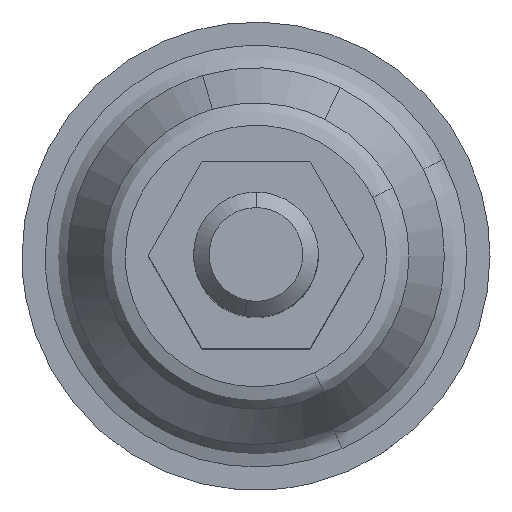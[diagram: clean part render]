
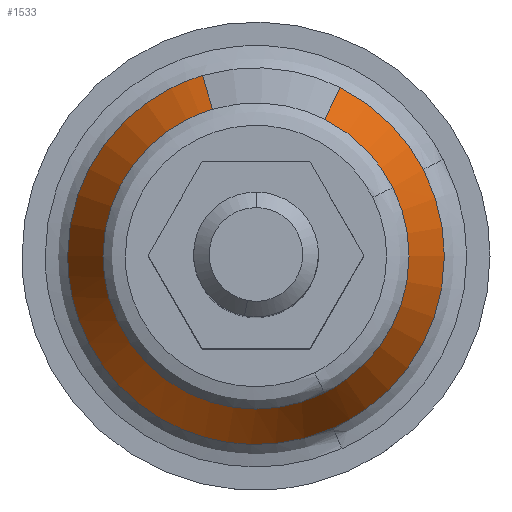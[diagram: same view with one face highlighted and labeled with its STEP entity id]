
A CAD part, top view. The second image highlights one B-rep face of the part: STEP entity #1533.
In plain terms, the highlighted free-form (B-spline) face has degree [2, 1] with [9, 2] control points.
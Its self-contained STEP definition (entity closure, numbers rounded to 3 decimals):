
#1337=CARTESIAN_POINT('',(10.92,21.806,16.051));
#1338=CARTESIAN_POINT('',(20.379,17.069,16.051));
#1339=CARTESIAN_POINT('',(23.383,6.926,16.051));
#1340=CARTESIAN_POINT('',(30.31,-16.457,16.051));
#1341=CARTESIAN_POINT('',(6.926,-23.383,16.051));
#1342=CARTESIAN_POINT('',(-16.457,-30.31,16.051));
#1343=CARTESIAN_POINT('',(-23.383,-6.926,16.051));
#1344=CARTESIAN_POINT('',(-30.31,16.457,16.051));
#1345=CARTESIAN_POINT('',(-6.926,23.383,16.051));
#1346=CARTESIAN_POINT('',(13.583,27.122,3.942));
#1347=CARTESIAN_POINT('',(25.347,21.231,3.942));
#1348=CARTESIAN_POINT('',(29.084,8.615,3.942));
#1349=CARTESIAN_POINT('',(37.699,-20.469,3.942));
#1350=CARTESIAN_POINT('',(8.615,-29.084,3.942));
#1351=CARTESIAN_POINT('',(-20.469,-37.699,3.942));
#1352=CARTESIAN_POINT('',(-29.084,-8.615,3.942));
#1353=CARTESIAN_POINT('',(-37.699,20.469,3.942));
#1354=CARTESIAN_POINT('',(-8.615,29.084,3.942));
#1362=(BOUNDED_SURFACE()B_SPLINE_SURFACE(2,1,((#1337,#1346),(#1338,#1347),(#1339,#1348),(#1340,#1349),(#1341,#1350),(#1342,#1351),(#1343,#1352),(#1344,#1353),(#1345,#1354)),.UNSPECIFIED.,.F.,.F.,.U.)B_SPLINE_SURFACE_WITH_KNOTS((3,2,2,2,3),(2,2),(0.0,26.134,76.392,126.65,176.909),(0.0,13.49),.UNSPECIFIED.)GEOMETRIC_REPRESENTATION_ITEM()RATIONAL_B_SPLINE_SURFACE(((0.854,0.854),(0.848,0.848),(1.0,1.0),(0.707,0.707),(1.0,1.0),(0.707,0.707),(1.0,1.0),(0.707,0.707),(1.0,1.0)))REPRESENTATION_ITEM('')SURFACE());
#1363=CARTESIAN_POINT('',(13.518,26.993,4.237));
#1364=VERTEX_POINT('',#1363);
#1365=CARTESIAN_POINT('',(26.811,13.874,4.237));
#1366=VERTEX_POINT('',#1365);
#1367=CARTESIAN_POINT('',(13.518,26.993,4.237));
#1368=CARTESIAN_POINT('',(22.298,22.596,4.237));
#1369=CARTESIAN_POINT('',(26.811,13.874,4.237));
#1377=(BOUNDED_CURVE()B_SPLINE_CURVE(2,(#1367,#1368,#1369),.UNSPECIFIED.,.F.,.U.)B_SPLINE_CURVE_WITH_KNOTS((3,3),(0.326,0.422),.UNSPECIFIED.)CURVE()GEOMETRIC_REPRESENTATION_ITEM()RATIONAL_B_SPLINE_CURVE((0.876,0.832,0.874))REPRESENTATION_ITEM(''));
#1378=EDGE_CURVE('',#1364,#1366,#1377,.T.);
#1379=ORIENTED_EDGE('',*,*,#1378,.F.);
#1380=CARTESIAN_POINT('',(10.984,21.933,15.763));
#1381=VERTEX_POINT('',#1380);
#1382=CARTESIAN_POINT('',(10.984,21.933,15.763));
#1383=CARTESIAN_POINT('',(13.518,26.993,4.237));
#1384=QUASI_UNIFORM_CURVE('',1,(#1382,#1383),.UNSPECIFIED.,.F.,.U.);
#1385=EDGE_CURVE('',#1381,#1364,#1384,.T.);
#1386=ORIENTED_EDGE('',*,*,#1385,.F.);
#1387=CARTESIAN_POINT('',(21.925,10.998,15.763));
#1388=VERTEX_POINT('',#1387);
#1389=CARTESIAN_POINT('',(10.984,21.933,15.763));
#1390=CARTESIAN_POINT('',(18.271,18.283,15.763));
#1391=CARTESIAN_POINT('',(21.925,10.998,15.763));
#1399=(BOUNDED_CURVE()B_SPLINE_CURVE(2,(#1389,#1390,#1391),.UNSPECIFIED.,.F.,.U.)B_SPLINE_CURVE_WITH_KNOTS((3,3),(0.326,0.424),.UNSPECIFIED.)CURVE()GEOMETRIC_REPRESENTATION_ITEM()RATIONAL_B_SPLINE_CURVE((0.876,0.831,0.876))REPRESENTATION_ITEM(''));
#1400=EDGE_CURVE('',#1381,#1388,#1399,.T.);
#1401=ORIENTED_EDGE('',*,*,#1400,.T.);
#1402=CARTESIAN_POINT('',(24.529,0.0,15.763));
#1403=VERTEX_POINT('',#1402);
#1404=CARTESIAN_POINT('',(21.925,10.998,15.763));
#1405=CARTESIAN_POINT('',(24.529,5.808,15.763));
#1406=CARTESIAN_POINT('',(24.529,0.0,15.763));
#1414=(BOUNDED_CURVE()B_SPLINE_CURVE(2,(#1404,#1405,#1406),.UNSPECIFIED.,.F.,.U.)B_SPLINE_CURVE_WITH_KNOTS((3,3),(0.424,0.5),.UNSPECIFIED.)CURVE()GEOMETRIC_REPRESENTATION_ITEM()RATIONAL_B_SPLINE_CURVE((0.876,0.911,1.0))REPRESENTATION_ITEM(''));
#1415=EDGE_CURVE('',#1388,#1403,#1414,.T.);
#1416=ORIENTED_EDGE('',*,*,#1415,.T.);
#1417=CARTESIAN_POINT('',(10.998,-21.925,15.763));
#1418=VERTEX_POINT('',#1417);
#1419=CARTESIAN_POINT('',(24.529,0.0,15.763));
#1420=CARTESIAN_POINT('',(24.529,-15.138,15.763));
#1421=CARTESIAN_POINT('',(10.998,-21.925,15.763));
#1429=(BOUNDED_CURVE()B_SPLINE_CURVE(2,(#1419,#1420,#1421),.UNSPECIFIED.,.F.,.U.)B_SPLINE_CURVE_WITH_KNOTS((3,3),(0.5,0.674),.UNSPECIFIED.)CURVE()GEOMETRIC_REPRESENTATION_ITEM()RATIONAL_B_SPLINE_CURVE((1.0,0.796,0.876))REPRESENTATION_ITEM(''));
#1430=EDGE_CURVE('',#1403,#1418,#1429,.T.);
#1431=ORIENTED_EDGE('',*,*,#1430,.T.);
#1432=CARTESIAN_POINT('',(-24.529,0.0,15.763));
#1433=VERTEX_POINT('',#1432);
#1434=CARTESIAN_POINT('',(10.998,-21.925,15.763));
#1435=CARTESIAN_POINT('',(5.808,-24.529,15.763));
#1436=CARTESIAN_POINT('',(0.0,-24.529,15.763));
#1437=CARTESIAN_POINT('',(-24.529,-24.529,15.763));
#1438=CARTESIAN_POINT('',(-24.529,0.0,15.763));
#1446=(BOUNDED_CURVE()B_SPLINE_CURVE(2,(#1434,#1435,#1436,#1437,#1438),.UNSPECIFIED.,.F.,.U.)B_SPLINE_CURVE_WITH_KNOTS((3,2,3),(0.674,0.75,1.0),.UNSPECIFIED.)CURVE()GEOMETRIC_REPRESENTATION_ITEM()RATIONAL_B_SPLINE_CURVE((0.876,0.911,1.0,0.707,1.0))REPRESENTATION_ITEM(''));
#1447=EDGE_CURVE('',#1418,#1433,#1446,.T.);
#1448=ORIENTED_EDGE('',*,*,#1447,.T.);
#1449=CARTESIAN_POINT('',(-6.967,23.519,15.763));
#1450=VERTEX_POINT('',#1449);
#1451=CARTESIAN_POINT('',(-24.529,0.0,15.763));
#1452=CARTESIAN_POINT('',(-24.529,18.317,15.763));
#1453=CARTESIAN_POINT('',(-6.967,23.519,15.763));
#1461=(BOUNDED_CURVE()B_SPLINE_CURVE(2,(#1451,#1452,#1453),.UNSPECIFIED.,.F.,.U.)B_SPLINE_CURVE_WITH_KNOTS((3,3),(0.0,0.202),.UNSPECIFIED.)CURVE()GEOMETRIC_REPRESENTATION_ITEM()RATIONAL_B_SPLINE_CURVE((1.0,0.764,0.909))REPRESENTATION_ITEM(''));
#1462=EDGE_CURVE('',#1433,#1450,#1461,.T.);
#1463=ORIENTED_EDGE('',*,*,#1462,.T.);
#1464=CARTESIAN_POINT('',(-8.574,28.945,4.237));
#1465=VERTEX_POINT('',#1464);
#1466=CARTESIAN_POINT('',(-6.967,23.519,15.763));
#1467=CARTESIAN_POINT('',(-8.574,28.945,4.237));
#1468=QUASI_UNIFORM_CURVE('',1,(#1466,#1467),.UNSPECIFIED.,.F.,.U.);
#1469=EDGE_CURVE('',#1450,#1465,#1468,.T.);
#1470=ORIENTED_EDGE('',*,*,#1469,.T.);
#1471=CARTESIAN_POINT('',(-30.188,0.0,4.237));
#1472=VERTEX_POINT('',#1471);
#1473=CARTESIAN_POINT('',(-30.188,0.0,4.237));
#1474=CARTESIAN_POINT('',(-30.188,22.543,4.237));
#1475=CARTESIAN_POINT('',(-8.574,28.945,4.237));
#1483=(BOUNDED_CURVE()B_SPLINE_CURVE(2,(#1473,#1474,#1475),.UNSPECIFIED.,.F.,.U.)B_SPLINE_CURVE_WITH_KNOTS((3,3),(0.0,0.202),.UNSPECIFIED.)CURVE()GEOMETRIC_REPRESENTATION_ITEM()RATIONAL_B_SPLINE_CURVE((1.0,0.764,0.909))REPRESENTATION_ITEM(''));
#1484=EDGE_CURVE('',#1472,#1465,#1483,.T.);
#1485=ORIENTED_EDGE('',*,*,#1484,.F.);
#1486=CARTESIAN_POINT('',(12.318,-27.561,4.237));
#1487=VERTEX_POINT('',#1486);
#1488=CARTESIAN_POINT('',(12.318,-27.561,4.237));
#1489=CARTESIAN_POINT('',(6.439,-30.188,4.237));
#1490=CARTESIAN_POINT('',(0.0,-30.188,4.237));
#1491=CARTESIAN_POINT('',(-30.188,-30.188,4.237));
#1492=CARTESIAN_POINT('',(-30.188,0.0,4.237));
#1500=(BOUNDED_CURVE()B_SPLINE_CURVE(2,(#1488,#1489,#1490,#1491,#1492),.UNSPECIFIED.,.F.,.U.)B_SPLINE_CURVE_WITH_KNOTS((3,2,3),(0.681,0.75,1.0),.UNSPECIFIED.)CURVE()GEOMETRIC_REPRESENTATION_ITEM()RATIONAL_B_SPLINE_CURVE((0.883,0.919,1.0,0.707,1.0))REPRESENTATION_ITEM(''));
#1501=EDGE_CURVE('',#1487,#1472,#1500,.T.);
#1502=ORIENTED_EDGE('',*,*,#1501,.F.);
#1503=CARTESIAN_POINT('',(30.188,0.0,4.237));
#1504=VERTEX_POINT('',#1503);
#1505=CARTESIAN_POINT('',(30.188,0.0,4.237));
#1506=CARTESIAN_POINT('',(30.188,-19.574,4.237));
#1507=CARTESIAN_POINT('',(12.318,-27.561,4.237));
#1515=(BOUNDED_CURVE()B_SPLINE_CURVE(2,(#1505,#1506,#1507),.UNSPECIFIED.,.F.,.U.)B_SPLINE_CURVE_WITH_KNOTS((3,3),(0.5,0.681),.UNSPECIFIED.)CURVE()GEOMETRIC_REPRESENTATION_ITEM()RATIONAL_B_SPLINE_CURVE((1.0,0.788,0.883))REPRESENTATION_ITEM(''));
#1516=EDGE_CURVE('',#1504,#1487,#1515,.T.);
#1517=ORIENTED_EDGE('',*,*,#1516,.F.);
#1518=CARTESIAN_POINT('',(26.811,13.874,4.237));
#1519=CARTESIAN_POINT('',(30.188,7.348,4.237));
#1520=CARTESIAN_POINT('',(30.188,0.0,4.237));
#1528=(BOUNDED_CURVE()B_SPLINE_CURVE(2,(#1518,#1519,#1520),.UNSPECIFIED.,.F.,.U.)B_SPLINE_CURVE_WITH_KNOTS((3,3),(0.422,0.5),.UNSPECIFIED.)CURVE()GEOMETRIC_REPRESENTATION_ITEM()RATIONAL_B_SPLINE_CURVE((0.874,0.908,1.0))REPRESENTATION_ITEM(''));
#1529=EDGE_CURVE('',#1366,#1504,#1528,.T.);
#1530=ORIENTED_EDGE('',*,*,#1529,.F.);
#1531=EDGE_LOOP('',(#1379,#1386,#1401,#1416,#1431,#1448,#1463,#1470,#1485,#1502,#1517,#1530));
#1532=FACE_OUTER_BOUND('',#1531,.T.);
#1533=ADVANCED_FACE('',(#1532),#1362,.T.);
